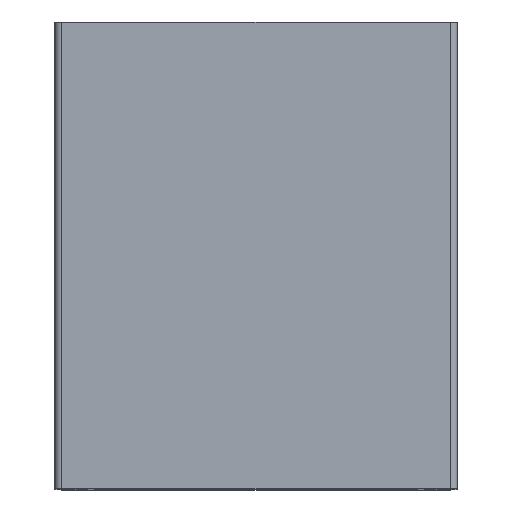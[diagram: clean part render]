
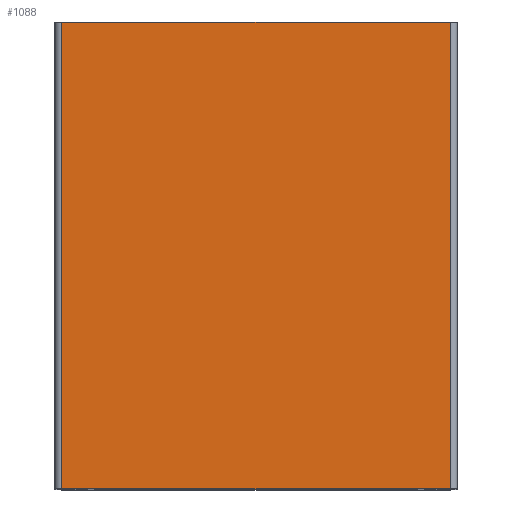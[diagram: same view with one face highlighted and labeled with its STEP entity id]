
A CAD part, top view. The second image highlights one B-rep face of the part: STEP entity #1088.
In plain terms, the highlighted planar face has unit normal (0, 0, 1).
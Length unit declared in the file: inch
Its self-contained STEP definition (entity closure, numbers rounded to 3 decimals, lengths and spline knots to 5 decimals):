
#67=FACE_OUTER_BOUND($,#127,.T.);
#127=EDGE_LOOP($,(#817,#818,#819,#820));
#213=LINE($,#1618,#353);
#215=LINE($,#1624,#355);
#216=LINE($,#1626,#356);
#217=LINE($,#1627,#357);
#353=VECTOR($,#1320,0.361);
#355=VECTOR($,#1326,0.30076);
#356=VECTOR($,#1327,0.361);
#357=VECTOR($,#1328,0.30076);
#482=VERTEX_POINT($,#1615);
#483=VERTEX_POINT($,#1617);
#485=VERTEX_POINT($,#1623);
#486=VERTEX_POINT($,#1625);
#606=EDGE_CURVE($,#483,#482,#213,.T.);
#609=EDGE_CURVE($,#482,#485,#215,.T.);
#610=EDGE_CURVE($,#486,#485,#216,.T.);
#611=EDGE_CURVE($,#483,#486,#217,.T.);
#817=ORIENTED_EDGE($,*,*,#609,.T.);
#818=ORIENTED_EDGE($,*,*,#610,.F.);
#819=ORIENTED_EDGE($,*,*,#611,.F.);
#820=ORIENTED_EDGE($,*,*,#606,.T.);
#1033=PLANE($,#1159);
#1088=ADVANCED_FACE($,(#67),#1033,.T.);
#1159=AXIS2_PLACEMENT_3D($,#1622,#1324,#1325);
#1320=DIRECTION($,(0.,-1.,0.));
#1324=DIRECTION('center_axis',(0.,0.,1.));
#1325=DIRECTION('ref_axis',(1.,0.,0.));
#1326=DIRECTION($,(1.,0.,0.));
#1327=DIRECTION($,(0.,-1.,0.));
#1328=DIRECTION($,(1.,0.,0.));
#1615=CARTESIAN_POINT('',(-0.15038,-0.371,0.256));
#1617=CARTESIAN_POINT('',(-0.15038,-0.01,0.256));
#1618=CARTESIAN_POINT($,(-0.15038,-0.01,0.256));
#1622=CARTESIAN_POINT('Origin',(-0.15038,-0.01,0.256));
#1623=CARTESIAN_POINT('',(0.15038,-0.371,0.256));
#1624=CARTESIAN_POINT($,(-0.15038,-0.371,0.256));
#1625=CARTESIAN_POINT('',(0.15038,-0.01,0.256));
#1626=CARTESIAN_POINT($,(0.15038,-0.01,0.256));
#1627=CARTESIAN_POINT($,(-0.15038,-0.01,0.256));
